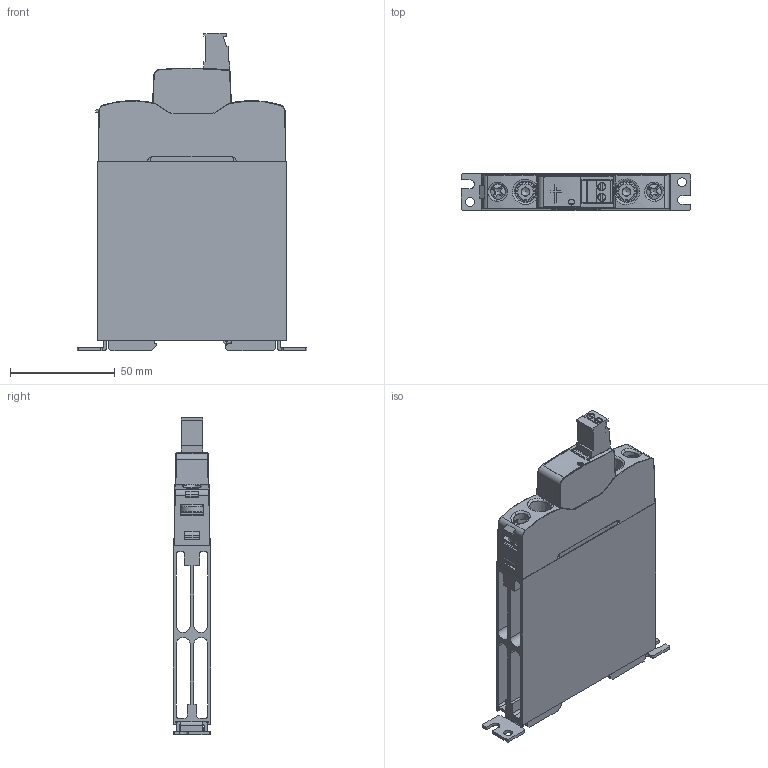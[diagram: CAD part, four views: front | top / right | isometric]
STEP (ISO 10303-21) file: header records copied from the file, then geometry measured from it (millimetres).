
FILE_DESCRIPTION(/* description */ (''),/* implementation_level */ '2;1');
FILE_NAME(/* name */ '3d_HS1C...30...bloccato.stp',/* time_stamp */ '2024-04-19T08:56:38+02:00',/* author */ ('FUMAGALLI'),/* organization */ (''),/* preprocessor_version */ 'ST-DEVELOPER v16.1',/* originating_system */ 'Autodesk Inventor 2016',/* authorisation */ '');
FILE_SCHEMA (('AUTOMOTIVE_DESIGN { 1 0 10303 214 3 1 1 }'));
Products named in the file (1): Part139
Bounding box: 109.4 x 17.8 x 151.62 mm (x, y, z)
Volume: 73420.8 mm3; surface area: 90035.8 mm2
Topology: 1 solids, 3 shells, 1382 faces, 4029 edges, 2628 vertices
Faces by surface type: plane 886, cylinder 326, cone 77, torus 61, sphere 16, bspline 16
Full cylindrical faces by diameter (mm): 1 x2, 2.1 x2, 2.5 x2, 2.6 x2, 3 x2, 3.242 x2, 3.9 x2, 4 x2, 4.2 x4, 4.918 x2, 5 x2, 6 x2, 6.2 x4, 8.5 x2, 12 x2
Entity records: 55364 total; most frequent: CARTESIAN_POINT 17862, ORIENTED_EDGE 7796, DIRECTION 7167, EDGE_CURVE 3898, LINE 2671, VECTOR 2671, VERTEX_POINT 2588, AXIS2_PLACEMENT_3D 2248
